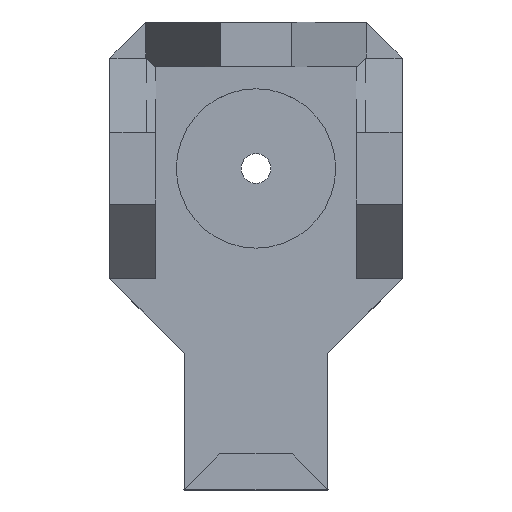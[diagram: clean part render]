
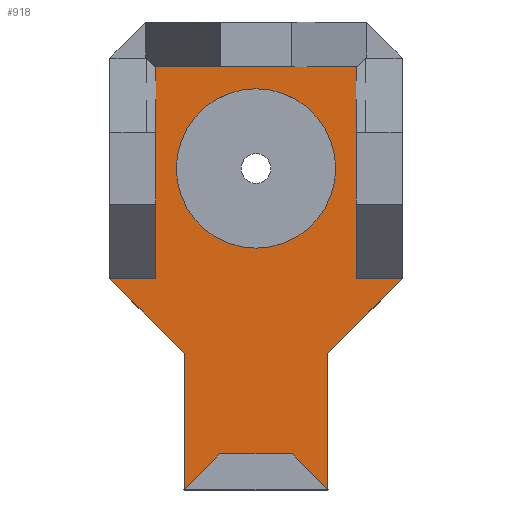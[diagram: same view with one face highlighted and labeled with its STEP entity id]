
A CAD part, top view. The second image highlights one B-rep face of the part: STEP entity #918.
In plain terms, the highlighted planar face has unit normal (0, 0, 1).
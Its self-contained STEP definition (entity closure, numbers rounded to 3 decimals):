
#17=FACE_BOUND('',#111,.T.);
#30=CIRCLE('',#988,11.113);
#56=FACE_OUTER_BOUND('',#110,.T.);
#110=EDGE_LOOP('',(#634,#635,#636,#637,#638,#639,#640,#641,#642,#643,#644,
#645));
#111=EDGE_LOOP('',(#646));
#180=LINE('',#1335,#294);
#182=LINE('',#1339,#296);
#186=LINE('',#1349,#300);
#187=LINE('',#1351,#301);
#188=LINE('',#1353,#302);
#189=LINE('',#1354,#303);
#190=LINE('',#1356,#304);
#191=LINE('',#1358,#305);
#192=LINE('',#1359,#306);
#193=LINE('',#1361,#307);
#194=LINE('',#1363,#308);
#195=LINE('',#1364,#309);
#294=VECTOR('',#1074,10.);
#296=VECTOR('',#1078,10.);
#300=VECTOR('',#1086,10.);
#301=VECTOR('',#1087,10.);
#302=VECTOR('',#1088,10.);
#303=VECTOR('',#1089,10.);
#304=VECTOR('',#1090,10.);
#305=VECTOR('',#1091,10.);
#306=VECTOR('',#1092,10.);
#307=VECTOR('',#1093,10.);
#308=VECTOR('',#1094,10.);
#309=VECTOR('',#1095,10.);
#396=VERTEX_POINT('',#1302);
#399=VERTEX_POINT('',#1309);
#409=VERTEX_POINT('',#1332);
#410=VERTEX_POINT('',#1334);
#411=VERTEX_POINT('',#1338);
#415=VERTEX_POINT('',#1348);
#416=VERTEX_POINT('',#1350);
#417=VERTEX_POINT('',#1352);
#418=VERTEX_POINT('',#1355);
#419=VERTEX_POINT('',#1357);
#420=VERTEX_POINT('',#1360);
#421=VERTEX_POINT('',#1362);
#422=VERTEX_POINT('',#1365);
#494=EDGE_CURVE('',#410,#409,#180,.T.);
#496=EDGE_CURVE('',#411,#410,#182,.T.);
#501=EDGE_CURVE('',#409,#415,#186,.T.);
#502=EDGE_CURVE('',#415,#416,#187,.T.);
#503=EDGE_CURVE('',#416,#417,#188,.T.);
#504=EDGE_CURVE('',#417,#396,#189,.T.);
#505=EDGE_CURVE('',#396,#418,#190,.F.);
#506=EDGE_CURVE('',#418,#419,#191,.T.);
#507=EDGE_CURVE('',#419,#399,#192,.F.);
#508=EDGE_CURVE('',#399,#420,#193,.T.);
#509=EDGE_CURVE('',#420,#421,#194,.T.);
#510=EDGE_CURVE('',#421,#411,#195,.T.);
#511=EDGE_CURVE('',#422,#422,#30,.T.);
#634=ORIENTED_EDGE('',*,*,#494,.T.);
#635=ORIENTED_EDGE('',*,*,#501,.T.);
#636=ORIENTED_EDGE('',*,*,#502,.T.);
#637=ORIENTED_EDGE('',*,*,#503,.T.);
#638=ORIENTED_EDGE('',*,*,#504,.T.);
#639=ORIENTED_EDGE('',*,*,#505,.T.);
#640=ORIENTED_EDGE('',*,*,#506,.T.);
#641=ORIENTED_EDGE('',*,*,#507,.T.);
#642=ORIENTED_EDGE('',*,*,#508,.T.);
#643=ORIENTED_EDGE('',*,*,#509,.T.);
#644=ORIENTED_EDGE('',*,*,#510,.T.);
#645=ORIENTED_EDGE('',*,*,#496,.T.);
#646=ORIENTED_EDGE('',*,*,#511,.T.);
#873=PLANE('',#987);
#918=ADVANCED_FACE('',(#56,#17),#873,.F.);
#987=AXIS2_PLACEMENT_3D('',#1347,#1084,#1085);
#988=AXIS2_PLACEMENT_3D('',#1366,#1096,#1097);
#1074=DIRECTION('',(-1.,0.,0.));
#1078=DIRECTION('',(0.,1.,0.));
#1084=DIRECTION('center_axis',(0.,0.,-1.));
#1085=DIRECTION('ref_axis',(-1.,0.,0.));
#1086=DIRECTION('',(0.,-1.,0.));
#1087=DIRECTION('',(-1.,0.,0.));
#1088=DIRECTION('',(0.707,-0.707,0.));
#1089=DIRECTION('',(0.,-1.,0.));
#1090=DIRECTION('',(-0.707,-0.707,0.));
#1091=DIRECTION('',(1.,0.,0.));
#1092=DIRECTION('',(-0.707,0.707,0.));
#1093=DIRECTION('',(0.,1.,0.));
#1094=DIRECTION('',(0.707,0.707,0.));
#1095=DIRECTION('',(-1.,0.,0.));
#1096=DIRECTION('center_axis',(0.,0.,-1.));
#1097=DIRECTION('ref_axis',(-1.,0.,0.));
#1302=CARTESIAN_POINT('',(-10.,-44.788,-10.75));
#1309=CARTESIAN_POINT('',(10.,-44.788,-10.75));
#1332=CARTESIAN_POINT('',(-13.957,14.156,-10.75));
#1334=CARTESIAN_POINT('',(13.957,14.156,-10.75));
#1335=CARTESIAN_POINT('',(-7.693,14.156,-10.75));
#1338=CARTESIAN_POINT('',(13.957,-15.386,-10.75));
#1339=CARTESIAN_POINT('',(13.957,10.168,-10.75));
#1347=CARTESIAN_POINT('Origin',(-15.387,20.386,-10.75));
#1348=CARTESIAN_POINT('',(-13.957,-15.386,-10.75));
#1349=CARTESIAN_POINT('',(-13.957,10.168,-10.75));
#1350=CARTESIAN_POINT('',(-20.387,-15.386,-10.75));
#1351=CARTESIAN_POINT('',(-20.387,-15.386,-10.75));
#1352=CARTESIAN_POINT('',(-10.,-25.773,-10.75));
#1353=CARTESIAN_POINT('',(-20.387,-15.386,-10.75));
#1354=CARTESIAN_POINT('',(-10.,-15.386,-10.75));
#1355=CARTESIAN_POINT('',(-5.042,-39.831,-10.75));
#1356=CARTESIAN_POINT('',(7.436,-27.352,-10.75));
#1357=CARTESIAN_POINT('',(5.042,-39.831,-10.75));
#1358=CARTESIAN_POINT('',(5.,-39.831,-10.75));
#1359=CARTESIAN_POINT('',(-12.63,-22.158,-10.75));
#1360=CARTESIAN_POINT('',(10.,-25.773,-10.75));
#1361=CARTESIAN_POINT('',(10.,-44.831,-10.75));
#1362=CARTESIAN_POINT('',(20.387,-15.386,-10.75));
#1363=CARTESIAN_POINT('',(20.387,-15.386,-10.75));
#1364=CARTESIAN_POINT('',(20.387,-15.386,-10.75));
#1365=CARTESIAN_POINT('',(11.113,0.,-10.75));
#1366=CARTESIAN_POINT('Origin',(0.,0.,
-10.75));
